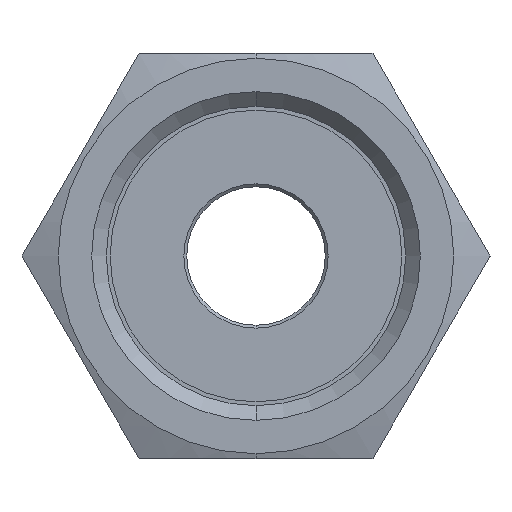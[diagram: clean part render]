
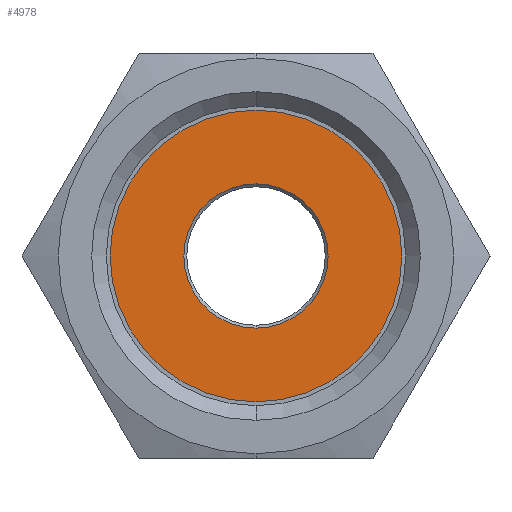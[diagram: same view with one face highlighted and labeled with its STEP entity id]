
A CAD part, left-side view. The second image highlights one B-rep face of the part: STEP entity #4978.
In plain terms, the highlighted planar face has unit normal (-1, 0, 0).
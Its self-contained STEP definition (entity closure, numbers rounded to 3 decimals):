
#289 = AXIS2_PLACEMENT_3D ( 'NONE', #12208, #9754, #2374 ) ;
#537 = DIRECTION ( 'NONE',  ( -1., 0., 0. ) ) ;
#626 = EDGE_CURVE ( 'NONE', #8840, #15710, #1800, .T. ) ;
#877 = CARTESIAN_POINT ( 'NONE',  ( -45., 0., 0. ) ) ;
#1800 = CIRCLE ( 'NONE', #9811, 14.75 ) ;
#2148 = VERTEX_POINT ( 'NONE', #12265 ) ;
#2374 = DIRECTION ( 'NONE',  ( 0., 0., 1. ) ) ;
#2976 = CARTESIAN_POINT ( 'NONE',  ( -45., 0., 14.75 ) ) ;
#3117 = CARTESIAN_POINT ( 'NONE',  ( -45., 0., 7.3 ) ) ;
#3581 = ORIENTED_EDGE ( 'NONE', *, *, #10497, .T. ) ;
#4090 = PLANE ( 'NONE',  #7290 ) ;
#4259 = EDGE_LOOP ( 'NONE', ( #14521, #5303 ) ) ;
#4978 = ADVANCED_FACE ( 'NONE', ( #9474, #14454 ), #4090, .T. ) ;
#5204 = VERTEX_POINT ( 'NONE', #3117 ) ;
#5220 = DIRECTION ( 'NONE',  ( 0., 0., -1. ) ) ;
#5303 = ORIENTED_EDGE ( 'NONE', *, *, #13146, .F. ) ;
#5961 = EDGE_CURVE ( 'NONE', #2148, #5204, #10773, .T. ) ;
#6155 = AXIS2_PLACEMENT_3D ( 'NONE', #11084, #8640, #9901 ) ;
#6503 = CARTESIAN_POINT ( 'NONE',  ( -45., 14.75, 0. ) ) ;
#7290 = AXIS2_PLACEMENT_3D ( 'NONE', #6503, #537, #13889 ) ;
#8640 = DIRECTION ( 'NONE',  ( 1., 0., 0. ) ) ;
#8693 = EDGE_LOOP ( 'NONE', ( #3581, #15682 ) ) ;
#8840 = VERTEX_POINT ( 'NONE', #14116 ) ;
#9099 = CIRCLE ( 'NONE', #6155, 7.3 ) ;
#9371 = CIRCLE ( 'NONE', #12482, 14.75 ) ;
#9474 = FACE_BOUND ( 'NONE', #8693, .T. ) ;
#9565 = DIRECTION ( 'NONE',  ( 1., 0., 0. ) ) ;
#9671 = CARTESIAN_POINT ( 'NONE',  ( -45., 0., 0. ) ) ;
#9754 = DIRECTION ( 'NONE',  ( 1., 0., 0. ) ) ;
#9811 = AXIS2_PLACEMENT_3D ( 'NONE', #9671, #9565, #14553 ) ;
#9901 = DIRECTION ( 'NONE',  ( 0., 0., 1. ) ) ;
#10497 = EDGE_CURVE ( 'NONE', #5204, #2148, #9099, .T. ) ;
#10766 = DIRECTION ( 'NONE',  ( 1., 0., 0. ) ) ;
#10773 = CIRCLE ( 'NONE', #289, 7.3 ) ;
#11084 = CARTESIAN_POINT ( 'NONE',  ( -45., 0., 0. ) ) ;
#12208 = CARTESIAN_POINT ( 'NONE',  ( -45., 0., 0. ) ) ;
#12265 = CARTESIAN_POINT ( 'NONE',  ( -45., 0., -7.3 ) ) ;
#12482 = AXIS2_PLACEMENT_3D ( 'NONE', #877, #10766, #5220 ) ;
#13146 = EDGE_CURVE ( 'NONE', #15710, #8840, #9371, .T. ) ;
#13889 = DIRECTION ( 'NONE',  ( 0., 0., 1. ) ) ;
#14116 = CARTESIAN_POINT ( 'NONE',  ( -45., 0., -14.75 ) ) ;
#14454 = FACE_OUTER_BOUND ( 'NONE', #4259, .T. ) ;
#14521 = ORIENTED_EDGE ( 'NONE', *, *, #626, .F. ) ;
#14553 = DIRECTION ( 'NONE',  ( 0., 0., -1. ) ) ;
#15682 = ORIENTED_EDGE ( 'NONE', *, *, #5961, .T. ) ;
#15710 = VERTEX_POINT ( 'NONE', #2976 ) ;
